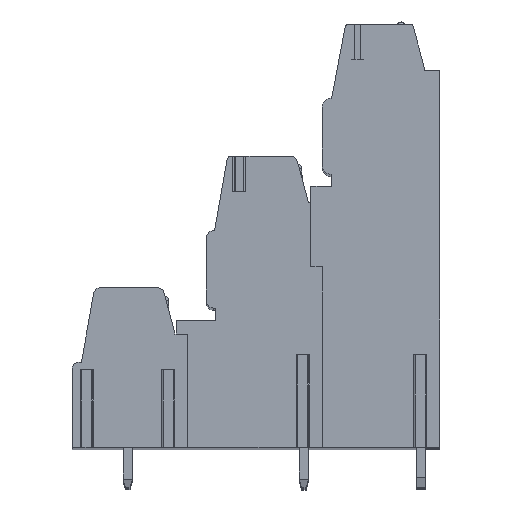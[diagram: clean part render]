
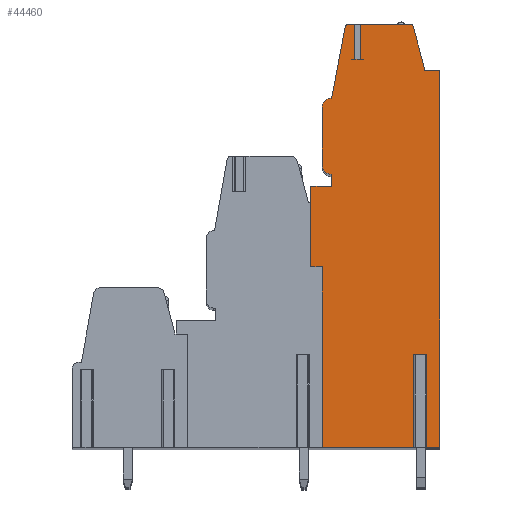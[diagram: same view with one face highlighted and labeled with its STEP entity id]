
A CAD part, top view. The second image highlights one B-rep face of the part: STEP entity #44460.
In plain terms, the highlighted planar face has unit normal (0, 0, 1).
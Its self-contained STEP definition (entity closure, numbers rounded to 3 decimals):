
#13=DIRECTION('',(0.,1.,0.));
#14=VECTOR('',#13,15.6);
#15=CARTESIAN_POINT('',(1.,-19.1,109.22));
#16=LINE('',#15,#14);
#17=DIRECTION('',(1.,0.,0.));
#18=VECTOR('',#17,1.);
#19=CARTESIAN_POINT('',(0.,-3.5,109.22));
#20=LINE('',#19,#18);
#21=DIRECTION('',(-1.,0.,0.));
#22=VECTOR('',#21,1.8);
#23=CARTESIAN_POINT('',(1.8,3.5,109.22));
#24=LINE('',#23,#22);
#25=DIRECTION('',(0.,-1.,0.));
#26=VECTOR('',#25,1.);
#27=CARTESIAN_POINT('',(1.8,4.5,109.22));
#28=LINE('',#27,#26);
#29=CARTESIAN_POINT('',(1.8,5.3,109.22));
#30=DIRECTION('',(0.,0.,1.));
#31=DIRECTION('',(-1.,0.,0.));
#32=AXIS2_PLACEMENT_3D('',#29,#30,#31);
#34=DIRECTION('',(0.,-1.,0.));
#35=VECTOR('',#34,5.);
#36=CARTESIAN_POINT('',(1.,10.3,109.22));
#37=LINE('',#36,#35);
#38=CARTESIAN_POINT('',(1.8,10.3,109.22));
#39=DIRECTION('',(0.,0.,1.));
#40=DIRECTION('',(0.,1.,0.));
#41=AXIS2_PLACEMENT_3D('',#38,#39,#40);
#43=DIRECTION('',(-0.186,-0.983,0.));
#44=VECTOR('',#43,6.265);
#45=CARTESIAN_POINT('',(2.964,17.256,109.22));
#46=LINE('',#45,#44);
#47=CARTESIAN_POINT('',(3.259,17.2,109.22));
#48=DIRECTION('',(0.,0.,1.));
#49=DIRECTION('',(0.,1.,0.));
#50=AXIS2_PLACEMENT_3D('',#47,#48,#49);
#52=DIRECTION('',(-1.,0.,0.));
#53=VECTOR('',#52,0.551);
#54=CARTESIAN_POINT('',(3.81,17.5,109.22));
#55=LINE('',#54,#53);
#56=DIRECTION('',(0.,-1.,0.));
#57=VECTOR('',#56,3.05);
#58=CARTESIAN_POINT('',(3.81,17.5,109.22));
#59=LINE('',#58,#57);
#60=DIRECTION('',(1.,0.,0.));
#61=VECTOR('',#60,0.5);
#62=CARTESIAN_POINT('',(3.81,14.45,109.22));
#63=LINE('',#62,#61);
#64=DIRECTION('',(0.,-1.,0.));
#65=VECTOR('',#64,3.05);
#66=CARTESIAN_POINT('',(4.31,17.5,109.22));
#67=LINE('',#66,#65);
#68=DIRECTION('',(-1.,0.,0.));
#69=VECTOR('',#68,4.27);
#70=CARTESIAN_POINT('',(8.58,17.5,109.22));
#71=LINE('',#70,#69);
#72=CARTESIAN_POINT('',(8.58,17.2,109.22));
#73=DIRECTION('',(0.,0.,1.));
#74=DIRECTION('',(0.965,0.261,0.));
#75=AXIS2_PLACEMENT_3D('',#72,#73,#74);
#77=DIRECTION('',(-0.261,0.965,0.));
#78=VECTOR('',#77,3.539);
#79=CARTESIAN_POINT('',(9.792,13.861,109.22));
#80=LINE('',#79,#78);
#81=DIRECTION('',(-0.035,0.999,0.));
#82=VECTOR('',#81,0.361);
#83=CARTESIAN_POINT('',(9.805,13.5,109.22));
#84=LINE('',#83,#82);
#85=DIRECTION('',(-1.,0.,0.));
#86=VECTOR('',#85,1.355);
#87=CARTESIAN_POINT('',(11.16,13.5,109.22));
#88=LINE('',#87,#86);
#89=DIRECTION('',(0.,1.,0.));
#90=VECTOR('',#89,32.6);
#91=CARTESIAN_POINT('',(11.16,-19.1,109.22));
#92=LINE('',#91,#90);
#93=DIRECTION('',(1.,0.,0.));
#94=VECTOR('',#93,1.39);
#95=CARTESIAN_POINT('',(9.77,-19.1,109.22));
#96=LINE('',#95,#94);
#97=DIRECTION('',(0.,1.,0.));
#98=VECTOR('',#97,8.);
#99=CARTESIAN_POINT('',(9.77,-19.1,109.22));
#100=LINE('',#99,#98);
#101=DIRECTION('',(-1.,0.,0.));
#102=VECTOR('',#101,0.62);
#103=CARTESIAN_POINT('',(9.77,-11.1,109.22));
#104=LINE('',#103,#102);
#105=DIRECTION('',(0.,1.,0.));
#106=VECTOR('',#105,8.);
#107=CARTESIAN_POINT('',(9.15,-19.1,109.22));
#108=LINE('',#107,#106);
#109=DIRECTION('',(1.,0.,0.));
#110=VECTOR('',#109,8.15);
#111=CARTESIAN_POINT('',(1.,-19.1,109.22));
#112=LINE('',#111,#110);
#4928=DIRECTION('',(0.,-1.,0.));
#4929=VECTOR('',#4928,7.);
#4930=CARTESIAN_POINT('',(0.,3.5,109.22));
#4931=LINE('',#4930,#4929);
#35075=CARTESIAN_POINT('',(11.16,-19.1,109.22));
#35076=CARTESIAN_POINT('',(11.16,13.5,109.22));
#35077=VERTEX_POINT('',#35075);
#35078=VERTEX_POINT('',#35076);
#35079=CARTESIAN_POINT('',(9.805,13.5,109.22));
#35080=VERTEX_POINT('',#35079);
#35081=CARTESIAN_POINT('',(9.792,13.861,109.22));
#35082=VERTEX_POINT('',#35081);
#35083=CARTESIAN_POINT('',(8.87,17.278,109.22));
#35084=VERTEX_POINT('',#35083);
#35085=CARTESIAN_POINT('',(8.58,17.5,109.22));
#35086=VERTEX_POINT('',#35085);
#35087=CARTESIAN_POINT('',(3.259,17.5,109.22));
#35088=CARTESIAN_POINT('',(2.964,17.256,109.22));
#35089=VERTEX_POINT('',#35087);
#35090=VERTEX_POINT('',#35088);
#35091=CARTESIAN_POINT('',(1.8,11.1,109.22));
#35092=VERTEX_POINT('',#35091);
#35093=CARTESIAN_POINT('',(1.,10.3,109.22));
#35094=VERTEX_POINT('',#35093);
#35095=CARTESIAN_POINT('',(1.,5.3,109.22));
#35096=VERTEX_POINT('',#35095);
#35097=CARTESIAN_POINT('',(1.8,4.5,109.22));
#35098=VERTEX_POINT('',#35097);
#35099=CARTESIAN_POINT('',(1.8,3.5,109.22));
#35100=VERTEX_POINT('',#35099);
#35101=CARTESIAN_POINT('',(0.,3.5,109.22));
#35102=VERTEX_POINT('',#35101);
#35187=CARTESIAN_POINT('',(9.77,-11.1,109.22));
#35188=CARTESIAN_POINT('',(9.15,-11.1,109.22));
#35189=VERTEX_POINT('',#35187);
#35190=VERTEX_POINT('',#35188);
#35191=CARTESIAN_POINT('',(9.77,-19.1,109.22));
#35192=VERTEX_POINT('',#35191);
#35193=CARTESIAN_POINT('',(9.15,-19.1,109.22));
#35194=VERTEX_POINT('',#35193);
#35195=CARTESIAN_POINT('',(1.,-19.1,109.22));
#35196=VERTEX_POINT('',#35195);
#35233=CARTESIAN_POINT('',(3.81,14.45,109.22));
#35234=CARTESIAN_POINT('',(4.31,14.45,109.22));
#35235=VERTEX_POINT('',#35233);
#35236=VERTEX_POINT('',#35234);
#35237=CARTESIAN_POINT('',(3.81,17.5,109.22));
#35238=VERTEX_POINT('',#35237);
#35243=CARTESIAN_POINT('',(4.31,17.5,109.22));
#35244=VERTEX_POINT('',#35243);
#40967=CARTESIAN_POINT('',(1.,-3.5,109.22));
#40968=VERTEX_POINT('',#40967);
#40969=CARTESIAN_POINT('',(0.,-3.5,109.22));
#40970=VERTEX_POINT('',#40969);
#44403=CARTESIAN_POINT('',(0.,0.,109.22));
#44404=DIRECTION('',(0.,0.,1.));
#44405=DIRECTION('',(1.,0.,0.));
#44406=AXIS2_PLACEMENT_3D('',#44403,#44404,#44405);
#44407=PLANE('',#44406);
#44409=ORIENTED_EDGE('',*,*,#44408,.T.);
#44411=ORIENTED_EDGE('',*,*,#44410,.F.);
#44413=ORIENTED_EDGE('',*,*,#44412,.F.);
#44415=ORIENTED_EDGE('',*,*,#44414,.F.);
#44417=ORIENTED_EDGE('',*,*,#44416,.F.);
#44419=ORIENTED_EDGE('',*,*,#44418,.F.);
#44421=ORIENTED_EDGE('',*,*,#44420,.F.);
#44423=ORIENTED_EDGE('',*,*,#44422,.F.);
#44425=ORIENTED_EDGE('',*,*,#44424,.F.);
#44427=ORIENTED_EDGE('',*,*,#44426,.F.);
#44429=ORIENTED_EDGE('',*,*,#44428,.F.);
#44431=ORIENTED_EDGE('',*,*,#44430,.T.);
#44433=ORIENTED_EDGE('',*,*,#44432,.T.);
#44435=ORIENTED_EDGE('',*,*,#44434,.F.);
#44437=ORIENTED_EDGE('',*,*,#44436,.F.);
#44439=ORIENTED_EDGE('',*,*,#44438,.F.);
#44441=ORIENTED_EDGE('',*,*,#44440,.F.);
#44443=ORIENTED_EDGE('',*,*,#44442,.F.);
#44445=ORIENTED_EDGE('',*,*,#44444,.F.);
#44447=ORIENTED_EDGE('',*,*,#44446,.F.);
#44449=ORIENTED_EDGE('',*,*,#44448,.F.);
#44451=ORIENTED_EDGE('',*,*,#44450,.T.);
#44453=ORIENTED_EDGE('',*,*,#44452,.T.);
#44455=ORIENTED_EDGE('',*,*,#44454,.F.);
#44457=ORIENTED_EDGE('',*,*,#44456,.F.);
#44458=EDGE_LOOP('',(#44409,#44411,#44413,#44415,#44417,#44419,#44421,#44423,
#44425,#44427,#44429,#44431,#44433,#44435,#44437,#44439,#44441,#44443,#44445,
#44447,#44449,#44451,#44453,#44455,#44457));
#44459=FACE_OUTER_BOUND('',#44458,.F.);
#33=CIRCLE('',#32,0.8);
#42=CIRCLE('',#41,0.8);
#51=CIRCLE('',#50,0.3);
#76=CIRCLE('',#75,0.3);
#44408=EDGE_CURVE('',#35196,#40968,#16,.T.);
#44410=EDGE_CURVE('',#40970,#40968,#20,.T.);
#44412=EDGE_CURVE('',#35102,#40970,#4931,.T.);
#44414=EDGE_CURVE('',#35100,#35102,#24,.T.);
#44416=EDGE_CURVE('',#35098,#35100,#28,.T.);
#44418=EDGE_CURVE('',#35096,#35098,#33,.T.);
#44420=EDGE_CURVE('',#35094,#35096,#37,.T.);
#44422=EDGE_CURVE('',#35092,#35094,#42,.T.);
#44424=EDGE_CURVE('',#35090,#35092,#46,.T.);
#44426=EDGE_CURVE('',#35089,#35090,#51,.T.);
#44428=EDGE_CURVE('',#35238,#35089,#55,.T.);
#44430=EDGE_CURVE('',#35238,#35235,#59,.T.);
#44432=EDGE_CURVE('',#35235,#35236,#63,.T.);
#44434=EDGE_CURVE('',#35244,#35236,#67,.T.);
#44436=EDGE_CURVE('',#35086,#35244,#71,.T.);
#44438=EDGE_CURVE('',#35084,#35086,#76,.T.);
#44440=EDGE_CURVE('',#35082,#35084,#80,.T.);
#44442=EDGE_CURVE('',#35080,#35082,#84,.T.);
#44444=EDGE_CURVE('',#35078,#35080,#88,.T.);
#44446=EDGE_CURVE('',#35077,#35078,#92,.T.);
#44448=EDGE_CURVE('',#35192,#35077,#96,.T.);
#44450=EDGE_CURVE('',#35192,#35189,#100,.T.);
#44452=EDGE_CURVE('',#35189,#35190,#104,.T.);
#44454=EDGE_CURVE('',#35194,#35190,#108,.T.);
#44456=EDGE_CURVE('',#35196,#35194,#112,.T.);
#44460=ADVANCED_FACE('',(#44459),#44407,.T.);
